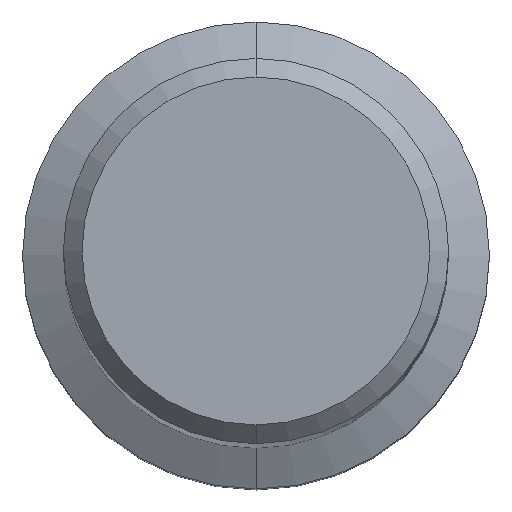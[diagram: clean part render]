
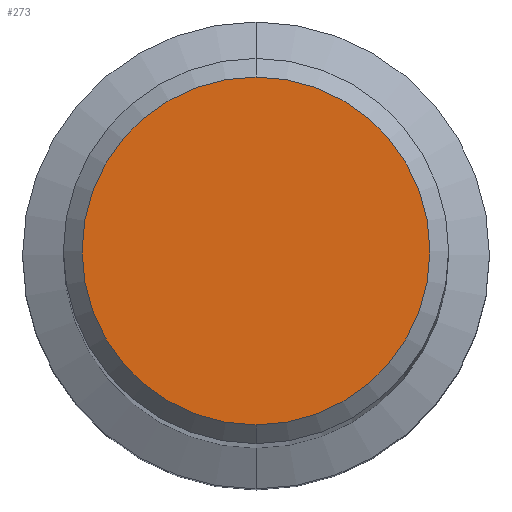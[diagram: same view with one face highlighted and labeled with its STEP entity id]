
A CAD part, top view. The second image highlights one B-rep face of the part: STEP entity #273.
In plain terms, the highlighted planar face has unit normal (0, 0, 1).
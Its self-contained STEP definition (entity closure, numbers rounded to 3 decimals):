
#215=EDGE_CURVE('',#313,#459,#571,.T.);
#273=ADVANCED_FACE('',(#635),#636,.T.);
#313=VERTEX_POINT('',#681);
#455=EDGE_CURVE('',#459,#313,#835,.T.);
#459=VERTEX_POINT('',#839);
#571=CIRCLE('',#963,7.45);
#635=FACE_OUTER_BOUND('',#1113,.T.);
#636=PLANE('',#1114);
#681=CARTESIAN_POINT('',(0.0,7.45,0.0));
#835=CIRCLE('',#1556,7.45);
#839=CARTESIAN_POINT('',(0.,-7.45,0.0));
#963=AXIS2_PLACEMENT_3D('',#1721,#1722,#1723);
#1113=EDGE_LOOP('',(#1789,#1790));
#1114=AXIS2_PLACEMENT_3D('',#1791,#1792,#1793);
#1556=AXIS2_PLACEMENT_3D('',#2008,#2009,#2010);
#1721=CARTESIAN_POINT('',(0.0,0.0,0.0));
#1722=DIRECTION('',(0.0,0.0,-1.0));
#1723=DIRECTION('',(0.0,1.0,0.0));
#1789=ORIENTED_EDGE('',*,*,#215,.F.);
#1790=ORIENTED_EDGE('',*,*,#455,.F.);
#1791=CARTESIAN_POINT('',(0.0,3.725,0.0));
#1792=DIRECTION('',(-0.0,0.0,1.0));
#1793=DIRECTION('',(0.0,-1.0,0.0));
#2008=CARTESIAN_POINT('',(0.0,0.0,0.0));
#2009=DIRECTION('',(0.0,0.0,-1.0));
#2010=DIRECTION('',(0.0,1.0,0.0));
